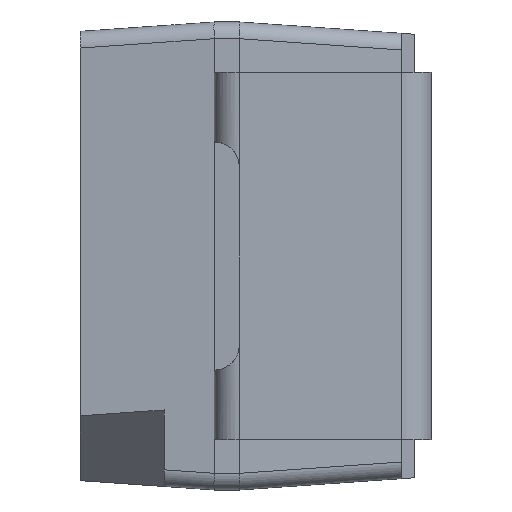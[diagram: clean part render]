
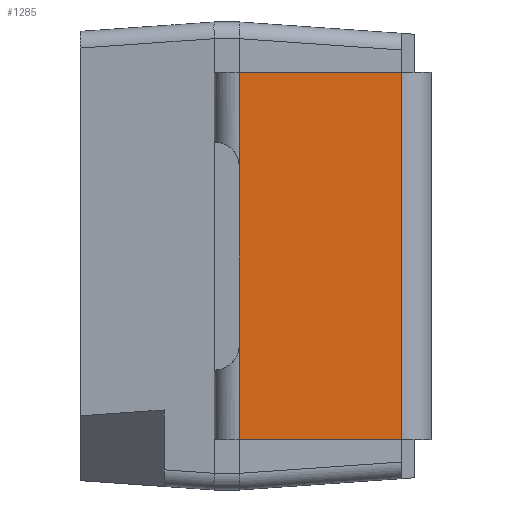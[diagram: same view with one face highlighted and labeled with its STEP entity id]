
A CAD part, left-side view. The second image highlights one B-rep face of the part: STEP entity #1285.
In plain terms, the highlighted planar face has unit normal (-1, 0, 0).
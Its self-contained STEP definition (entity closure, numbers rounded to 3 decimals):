
#8 = CARTESIAN_POINT ( 'NONE',  ( -1.75, 1.15, 1.1 ) ) ;
#23 = ORIENTED_EDGE ( 'NONE', *, *, #1432, .T. ) ;
#56 = EDGE_LOOP ( 'NONE', ( #235, #1485, #1331, #1815, #23, #447 ) ) ;
#57 = CARTESIAN_POINT ( 'NONE',  ( -1.75, 0.18, 1.1 ) ) ;
#58 = CARTESIAN_POINT ( 'NONE',  ( -1.75, 1.15, 0.683 ) ) ;
#60 = LINE ( 'NONE', #58, #2034 ) ;
#82 = CARTESIAN_POINT ( 'NONE',  ( -1.75, 1.15, 1.1 ) ) ;
#89 = CARTESIAN_POINT ( 'NONE',  ( -1.75, 0.18, -1.1 ) ) ;
#136 = VERTEX_POINT ( 'NONE', #1425 ) ;
#225 = CARTESIAN_POINT ( 'NONE',  ( -1.75, 0.18, 1.1 ) ) ;
#235 = ORIENTED_EDGE ( 'NONE', *, *, #634, .F. ) ;
#262 = DIRECTION ( 'NONE',  ( 0., 1., 0. ) ) ;
#296 = CARTESIAN_POINT ( 'NONE',  ( -1.75, 0.18, 1.1 ) ) ;
#330 = EDGE_CURVE ( 'NONE', #2025, #489, #1896, .T. ) ;
#344 = LINE ( 'NONE', #225, #1307 ) ;
#435 = LINE ( 'NONE', #835, #455 ) ;
#447 = ORIENTED_EDGE ( 'NONE', *, *, #1781, .T. ) ;
#455 = VECTOR ( 'NONE', #641, 1000. ) ;
#473 = LINE ( 'NONE', #296, #1685 ) ;
#489 = VERTEX_POINT ( 'NONE', #1913 ) ;
#520 = EDGE_CURVE ( 'NONE', #1530, #2025, #473, .T. ) ;
#634 = EDGE_CURVE ( 'NONE', #1390, #136, #435, .T. ) ;
#641 = DIRECTION ( 'NONE',  ( 0., 1., 0. ) ) ;
#696 = FACE_OUTER_BOUND ( 'NONE', #56, .T. ) ;
#835 = CARTESIAN_POINT ( 'NONE',  ( -1.75, 0.18, -1.1 ) ) ;
#1207 = DIRECTION ( 'NONE',  ( 0., -1., 0. ) ) ;
#1285 = ADVANCED_FACE ( 'NONE', ( #696 ), #1858, .F. ) ;
#1297 = VECTOR ( 'NONE', #1889, 1000. ) ;
#1307 = VECTOR ( 'NONE', #1361, 1000. ) ;
#1331 = ORIENTED_EDGE ( 'NONE', *, *, #520, .T. ) ;
#1350 = VECTOR ( 'NONE', #2086, 1000. ) ;
#1354 = EDGE_CURVE ( 'NONE', #1530, #1390, #344, .T. ) ;
#1361 = DIRECTION ( 'NONE',  ( 0., 0., -1. ) ) ;
#1390 = VERTEX_POINT ( 'NONE', #89 ) ;
#1425 = CARTESIAN_POINT ( 'NONE',  ( -1.75, 1.15, -1.1 ) ) ;
#1432 = EDGE_CURVE ( 'NONE', #489, #1846, #60, .T. ) ;
#1485 = ORIENTED_EDGE ( 'NONE', *, *, #1354, .F. ) ;
#1525 = DIRECTION ( 'NONE',  ( 1., 0., 0. ) ) ;
#1530 = VERTEX_POINT ( 'NONE', #2099 ) ;
#1555 = CARTESIAN_POINT ( 'NONE',  ( -1.75, 1.15, -0.532 ) ) ;
#1685 = VECTOR ( 'NONE', #262, 1000. ) ;
#1748 = CARTESIAN_POINT ( 'NONE',  ( -1.75, 1.15, 1.1 ) ) ;
#1749 = DIRECTION ( 'NONE',  ( 0., 0., -1. ) ) ;
#1781 = EDGE_CURVE ( 'NONE', #1846, #136, #2061, .T. ) ;
#1815 = ORIENTED_EDGE ( 'NONE', *, *, #330, .T. ) ;
#1846 = VERTEX_POINT ( 'NONE', #1555 ) ;
#1858 = PLANE ( 'NONE',  #1961 ) ;
#1889 = DIRECTION ( 'NONE',  ( 0., 0., -1. ) ) ;
#1896 = LINE ( 'NONE', #82, #1297 ) ;
#1913 = CARTESIAN_POINT ( 'NONE',  ( -1.75, 1.15, 0.533 ) ) ;
#1961 = AXIS2_PLACEMENT_3D ( 'NONE', #57, #1525, #1207 ) ;
#2025 = VERTEX_POINT ( 'NONE', #8 ) ;
#2034 = VECTOR ( 'NONE', #1749, 1000. ) ;
#2061 = LINE ( 'NONE', #1748, #1350 ) ;
#2086 = DIRECTION ( 'NONE',  ( 0., 0., -1. ) ) ;
#2099 = CARTESIAN_POINT ( 'NONE',  ( -1.75, 0.18, 1.1 ) ) ;
